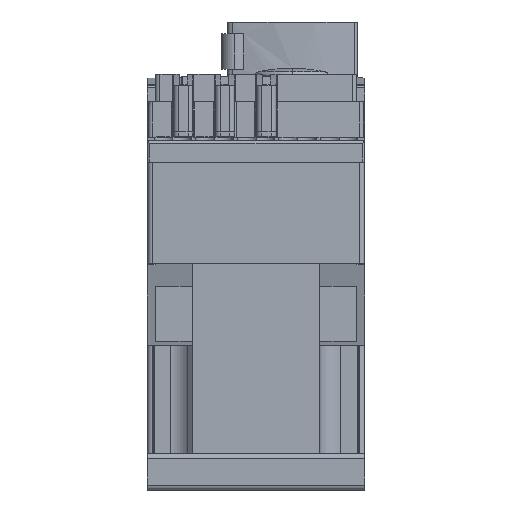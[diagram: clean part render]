
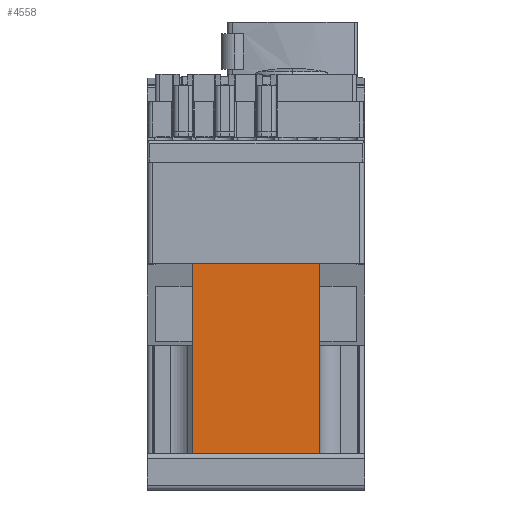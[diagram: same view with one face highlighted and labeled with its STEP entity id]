
A CAD part, front view. The second image highlights one B-rep face of the part: STEP entity #4558.
In plain terms, the highlighted planar face has unit normal (0, -1, 0).
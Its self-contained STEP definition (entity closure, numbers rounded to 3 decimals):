
#4558=ADVANCED_FACE('',(#10751),#10752,.T.);
#10751=FACE_OUTER_BOUND('',#18602,.T.);
#10752=PLANE('',#18603);
#18602=EDGE_LOOP('',(#32510,#32511,#32512,#32513));
#18603=AXIS2_PLACEMENT_3D('',#32514,#32515,#32516);
#32510=ORIENTED_EDGE('',*,*,#51195,.T.);
#32511=ORIENTED_EDGE('',*,*,#51392,.T.);
#32512=ORIENTED_EDGE('',*,*,#51393,.T.);
#32513=ORIENTED_EDGE('',*,*,#51384,.T.);
#32514=CARTESIAN_POINT('',(0.0,1.75,33.1));
#32515=DIRECTION('',(0.0,-1.0,0.0));
#32516=DIRECTION('',(0.0,0.0,-1.0));
#51195=EDGE_CURVE('',#62537,#62535,#62538,.T.);
#51384=EDGE_CURVE('',#62790,#62537,#62791,.T.);
#51392=EDGE_CURVE('',#62535,#62803,#62804,.T.);
#51393=EDGE_CURVE('',#62803,#62790,#62805,.T.);
#62535=VERTEX_POINT('',#79436);
#62537=VERTEX_POINT('',#79439);
#62538=LINE('',#79440,#79441);
#62790=VERTEX_POINT('',#79794);
#62791=LINE('',#79795,#79796);
#62803=VERTEX_POINT('',#79814);
#62804=LINE('',#79815,#79816);
#62805=LINE('',#79817,#79818);
#79436=CARTESIAN_POINT('',(9.3,1.75,46.8));
#79439=CARTESIAN_POINT('',(35.7,1.75,46.8));
#79440=CARTESIAN_POINT('',(11.25,1.75,46.8));
#79441=VECTOR('',#96921,1.0);
#79794=CARTESIAN_POINT('',(35.7,1.75,7.5));
#79795=CARTESIAN_POINT('',(35.7,1.75,20.3));
#79796=VECTOR('',#97083,1.0);
#79814=CARTESIAN_POINT('',(9.3,1.75,7.5));
#79815=CARTESIAN_POINT('',(9.3,1.75,20.3));
#79816=VECTOR('',#97090,1.0);
#79817=CARTESIAN_POINT('',(0.0,1.75,7.5));
#79818=VECTOR('',#97091,1.0);
#96921=DIRECTION('',(-1.0,0.0,0.0));
#97083=DIRECTION('',(0.0,0.0,1.0));
#97090=DIRECTION('',(0.0,0.0,-1.0));
#97091=DIRECTION('',(1.0,0.0,0.0));
